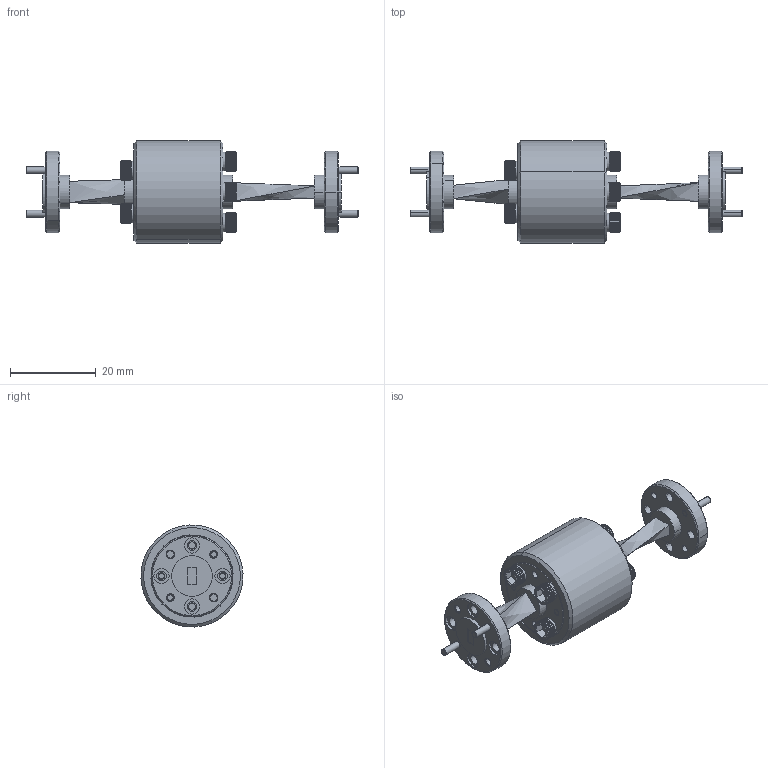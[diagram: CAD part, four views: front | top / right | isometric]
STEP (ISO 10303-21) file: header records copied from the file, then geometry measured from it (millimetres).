
FILE_DESCRIPTION (( 'STEP AP214' ), '1' );
FILE_NAME ('DMTF-15-111-1, DF.STEP', '2018-09-12T18:19:46', ( '' ), ( '' ), 'SwSTEP 2.0', 'SolidWorks 2016', '' );
FILE_SCHEMA (( 'AUTOMOTIVE_DESIGN' ));
Length unit declared in the file: inch
Products named in the file (1): DMTF-15-111-1, DF
Bounding box: 77.6 x 23.84 x 23.84 mm (x, y, z)
Volume: 8179 mm3; surface area: 9063.7 mm2
Topology: 26 solids, 26 shells, 1638 faces, 4455 edges, 2916 vertices
Faces by surface type: plane 916, cylinder 559, cone 120, bspline 27, torus 16
Entity records: 79456 total; most frequent: CARTESIAN_POINT 19203, ORIENTED_EDGE 8906, DIRECTION 6964, EDGE_CURVE 4453, VERTEX_POINT 2916, AXIS2_PLACEMENT_3D 2643, EDGE_LOOP 1755, VECTOR 1678
